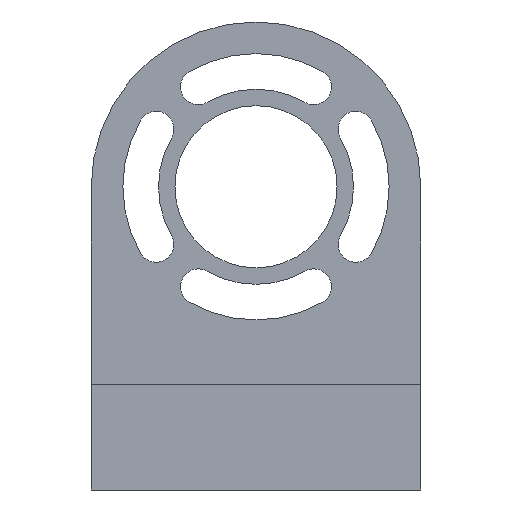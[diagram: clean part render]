
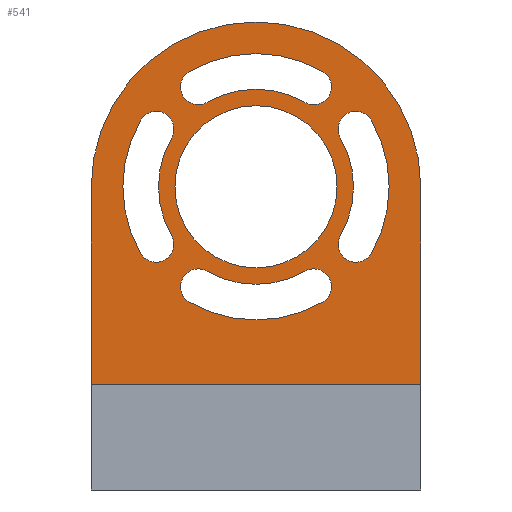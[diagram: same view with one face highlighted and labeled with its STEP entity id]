
A CAD part, left-side view. The second image highlights one B-rep face of the part: STEP entity #541.
In plain terms, the highlighted planar face has unit normal (-1, 0, 0).
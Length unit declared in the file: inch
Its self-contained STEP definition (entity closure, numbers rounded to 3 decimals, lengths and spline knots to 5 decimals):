
#21=LINE('',#821,#56);
#48=LINE('',#943,#83);
#51=LINE('',#949,#86);
#56=VECTOR('',#648,0.3937);
#83=VECTOR('',#783,0.3937);
#86=VECTOR('',#788,0.3937);
#117=FACE_BOUND('',#186,.T.);
#118=FACE_BOUND('',#187,.T.);
#119=FACE_BOUND('',#188,.T.);
#120=FACE_BOUND('',#189,.T.);
#121=FACE_BOUND('',#190,.T.);
#149=FACE_OUTER_BOUND('',#185,.T.);
#185=EDGE_LOOP('',(#485,#486,#487,#488));
#186=EDGE_LOOP('',(#489,#490,#491,#492));
#187=EDGE_LOOP('',(#493));
#188=EDGE_LOOP('',(#494,#495,#496,#497));
#189=EDGE_LOOP('',(#498,#499,#500,#501));
#190=EDGE_LOOP('',(#502,#503,#504,#505));
#195=CIRCLE('',#568,0.505);
#197=CIRCLE('',#571,0.0675);
#199=CIRCLE('',#574,0.37);
#201=CIRCLE('',#577,0.0675);
#203=CIRCLE('',#580,0.505);
#205=CIRCLE('',#583,0.0675);
#207=CIRCLE('',#586,0.37);
#209=CIRCLE('',#589,0.0675);
#211=CIRCLE('',#592,0.505);
#213=CIRCLE('',#595,0.0675);
#215=CIRCLE('',#598,0.37);
#217=CIRCLE('',#601,0.0675);
#220=CIRCLE('',#605,0.3075);
#221=CIRCLE('',#607,0.505);
#223=CIRCLE('',#610,0.0675);
#225=CIRCLE('',#613,0.37);
#227=CIRCLE('',#616,0.0675);
#229=CIRCLE('',#621,0.625);
#235=VERTEX_POINT('',#819);
#236=VERTEX_POINT('',#820);
#243=VERTEX_POINT('',#840);
#244=VERTEX_POINT('',#841);
#247=VERTEX_POINT('',#849);
#249=VERTEX_POINT('',#855);
#251=VERTEX_POINT('',#864);
#252=VERTEX_POINT('',#865);
#255=VERTEX_POINT('',#873);
#257=VERTEX_POINT('',#879);
#259=VERTEX_POINT('',#888);
#260=VERTEX_POINT('',#889);
#263=VERTEX_POINT('',#897);
#265=VERTEX_POINT('',#903);
#268=VERTEX_POINT('',#914);
#269=VERTEX_POINT('',#918);
#270=VERTEX_POINT('',#919);
#273=VERTEX_POINT('',#927);
#275=VERTEX_POINT('',#933);
#277=VERTEX_POINT('',#942);
#279=VERTEX_POINT('',#948);
#287=EDGE_CURVE('',#235,#236,#21,.T.);
#297=EDGE_CURVE('',#243,#244,#195,.T.);
#301=EDGE_CURVE('',#247,#243,#197,.T.);
#304=EDGE_CURVE('',#249,#247,#199,.T.);
#307=EDGE_CURVE('',#244,#249,#201,.T.);
#309=EDGE_CURVE('',#251,#252,#203,.T.);
#313=EDGE_CURVE('',#255,#251,#205,.T.);
#316=EDGE_CURVE('',#257,#255,#207,.T.);
#319=EDGE_CURVE('',#252,#257,#209,.T.);
#321=EDGE_CURVE('',#259,#260,#211,.T.);
#325=EDGE_CURVE('',#263,#259,#213,.T.);
#328=EDGE_CURVE('',#265,#263,#215,.T.);
#331=EDGE_CURVE('',#260,#265,#217,.T.);
#335=EDGE_CURVE('',#268,#268,#220,.T.);
#336=EDGE_CURVE('',#269,#270,#221,.T.);
#340=EDGE_CURVE('',#273,#269,#223,.T.);
#343=EDGE_CURVE('',#275,#273,#225,.T.);
#346=EDGE_CURVE('',#270,#275,#227,.T.);
#348=EDGE_CURVE('',#277,#235,#48,.T.);
#351=EDGE_CURVE('',#236,#279,#51,.T.);
#354=EDGE_CURVE('',#277,#279,#229,.T.);
#485=ORIENTED_EDGE('',*,*,#354,.F.);
#486=ORIENTED_EDGE('',*,*,#348,.T.);
#487=ORIENTED_EDGE('',*,*,#287,.T.);
#488=ORIENTED_EDGE('',*,*,#351,.T.);
#489=ORIENTED_EDGE('',*,*,#346,.F.);
#490=ORIENTED_EDGE('',*,*,#336,.F.);
#491=ORIENTED_EDGE('',*,*,#340,.F.);
#492=ORIENTED_EDGE('',*,*,#343,.F.);
#493=ORIENTED_EDGE('',*,*,#335,.F.);
#494=ORIENTED_EDGE('',*,*,#331,.F.);
#495=ORIENTED_EDGE('',*,*,#321,.F.);
#496=ORIENTED_EDGE('',*,*,#325,.F.);
#497=ORIENTED_EDGE('',*,*,#328,.F.);
#498=ORIENTED_EDGE('',*,*,#319,.F.);
#499=ORIENTED_EDGE('',*,*,#309,.F.);
#500=ORIENTED_EDGE('',*,*,#313,.F.);
#501=ORIENTED_EDGE('',*,*,#316,.F.);
#502=ORIENTED_EDGE('',*,*,#307,.F.);
#503=ORIENTED_EDGE('',*,*,#297,.F.);
#504=ORIENTED_EDGE('',*,*,#301,.F.);
#505=ORIENTED_EDGE('',*,*,#304,.F.);
#513=PLANE('',#624);
#541=ADVANCED_FACE('',(#149,#117,#118,#119,#120,#121),#513,.F.);
#568=AXIS2_PLACEMENT_3D('',#842,#664,#665);
#571=AXIS2_PLACEMENT_3D('',#850,#672,#673);
#574=AXIS2_PLACEMENT_3D('',#856,#679,#680);
#577=AXIS2_PLACEMENT_3D('',#861,#686,#687);
#580=AXIS2_PLACEMENT_3D('',#866,#692,#693);
#583=AXIS2_PLACEMENT_3D('',#874,#700,#701);
#586=AXIS2_PLACEMENT_3D('',#880,#707,#708);
#589=AXIS2_PLACEMENT_3D('',#885,#714,#715);
#592=AXIS2_PLACEMENT_3D('',#890,#720,#721);
#595=AXIS2_PLACEMENT_3D('',#898,#728,#729);
#598=AXIS2_PLACEMENT_3D('',#904,#735,#736);
#601=AXIS2_PLACEMENT_3D('',#909,#742,#743);
#605=AXIS2_PLACEMENT_3D('',#916,#751,#752);
#607=AXIS2_PLACEMENT_3D('',#920,#755,#756);
#610=AXIS2_PLACEMENT_3D('',#928,#763,#764);
#613=AXIS2_PLACEMENT_3D('',#934,#770,#771);
#616=AXIS2_PLACEMENT_3D('',#939,#777,#778);
#621=AXIS2_PLACEMENT_3D('',#954,#793,#794);
#624=AXIS2_PLACEMENT_3D('',#957,#799,#800);
#648=DIRECTION('',(0.,-1.,0.));
#664=DIRECTION('center_axis',(-1.,0.,0.));
#665=DIRECTION('ref_axis',(0.,-0.5,-0.866));
#672=DIRECTION('center_axis',(-1.,0.,0.));
#673=DIRECTION('ref_axis',(0.,0.5,-0.866));
#679=DIRECTION('center_axis',(1.,0.,0.));
#680=DIRECTION('ref_axis',(0.,-0.5,-0.866));
#686=DIRECTION('center_axis',(-1.,0.,0.));
#687=DIRECTION('ref_axis',(0.,0.5,0.866));
#692=DIRECTION('center_axis',(-1.,0.,0.));
#693=DIRECTION('ref_axis',(0.,0.866,-0.5));
#700=DIRECTION('center_axis',(-1.,0.,0.));
#701=DIRECTION('ref_axis',(0.,0.866,0.5));
#707=DIRECTION('center_axis',(1.,0.,0.));
#708=DIRECTION('ref_axis',(0.,0.866,-0.5));
#714=DIRECTION('center_axis',(-1.,0.,0.));
#715=DIRECTION('ref_axis',(0.,-0.866,0.5));
#720=DIRECTION('center_axis',(-1.,0.,0.));
#721=DIRECTION('ref_axis',(0.,-0.866,0.5));
#728=DIRECTION('center_axis',(-1.,0.,0.));
#729=DIRECTION('ref_axis',(0.,-0.866,-0.5));
#735=DIRECTION('center_axis',(1.,0.,0.));
#736=DIRECTION('ref_axis',(0.,-0.866,0.5));
#742=DIRECTION('center_axis',(-1.,0.,0.));
#743=DIRECTION('ref_axis',(0.,0.866,-0.5));
#751=DIRECTION('center_axis',(-1.,0.,0.));
#752=DIRECTION('ref_axis',(0.,1.,0.));
#755=DIRECTION('center_axis',(-1.,0.,0.));
#756=DIRECTION('ref_axis',(0.,0.5,0.866));
#763=DIRECTION('center_axis',(-1.,0.,0.));
#764=DIRECTION('ref_axis',(0.,-0.5,0.866));
#770=DIRECTION('center_axis',(1.,0.,0.));
#771=DIRECTION('ref_axis',(0.,0.5,0.866));
#777=DIRECTION('center_axis',(-1.,0.,0.));
#778=DIRECTION('ref_axis',(0.,-0.5,-0.866));
#783=DIRECTION('',(0.,0.,-1.));
#788=DIRECTION('',(0.,0.,1.));
#793=DIRECTION('center_axis',(1.,0.,0.));
#794=DIRECTION('ref_axis',(0.,1.,0.));
#799=DIRECTION('center_axis',(1.,0.,0.));
#800=DIRECTION('ref_axis',(0.,1.,0.));
#819=CARTESIAN_POINT('',(0.875,0.625,-0.75));
#820=CARTESIAN_POINT('',(0.875,-0.625,-0.75));
#821=CARTESIAN_POINT('',(0.875,0.625,-0.75));
#840=CARTESIAN_POINT('',(0.875,0.2525,-0.43734));
#841=CARTESIAN_POINT('',(0.875,-0.2525,-0.43734));
#842=CARTESIAN_POINT('Origin',(0.875,0.,0.));
#849=CARTESIAN_POINT('',(0.875,0.185,-0.32043));
#850=CARTESIAN_POINT('Origin',(0.875,0.21875,-0.37889));
#855=CARTESIAN_POINT('',(0.875,-0.185,-0.32043));
#856=CARTESIAN_POINT('Origin',(0.875,0.,0.));
#861=CARTESIAN_POINT('Origin',(0.875,-0.21875,-0.37889));
#864=CARTESIAN_POINT('',(0.875,0.43734,0.2525));
#865=CARTESIAN_POINT('',(0.875,0.43734,-0.2525));
#866=CARTESIAN_POINT('Origin',(0.875,0.,0.));
#873=CARTESIAN_POINT('',(0.875,0.32043,0.185));
#874=CARTESIAN_POINT('Origin',(0.875,0.37889,0.21875));
#879=CARTESIAN_POINT('',(0.875,0.32043,-0.185));
#880=CARTESIAN_POINT('Origin',(0.875,0.,0.));
#885=CARTESIAN_POINT('Origin',(0.875,0.37889,-0.21875));
#888=CARTESIAN_POINT('',(0.875,-0.43734,-0.2525));
#889=CARTESIAN_POINT('',(0.875,-0.43734,0.2525));
#890=CARTESIAN_POINT('Origin',(0.875,0.,0.));
#897=CARTESIAN_POINT('',(0.875,-0.32043,-0.185));
#898=CARTESIAN_POINT('Origin',(0.875,-0.37889,-0.21875));
#903=CARTESIAN_POINT('',(0.875,-0.32043,0.185));
#904=CARTESIAN_POINT('Origin',(0.875,0.,0.));
#909=CARTESIAN_POINT('Origin',(0.875,-0.37889,0.21875));
#914=CARTESIAN_POINT('',(0.875,-0.3075,0.));
#916=CARTESIAN_POINT('Origin',(0.875,0.,0.));
#918=CARTESIAN_POINT('',(0.875,-0.2525,0.43734));
#919=CARTESIAN_POINT('',(0.875,0.2525,0.43734));
#920=CARTESIAN_POINT('Origin',(0.875,0.,0.));
#927=CARTESIAN_POINT('',(0.875,-0.185,0.32043));
#928=CARTESIAN_POINT('Origin',(0.875,-0.21875,0.37889));
#933=CARTESIAN_POINT('',(0.875,0.185,0.32043));
#934=CARTESIAN_POINT('Origin',(0.875,0.,0.));
#939=CARTESIAN_POINT('Origin',(0.875,0.21875,0.37889));
#942=CARTESIAN_POINT('',(0.875,0.625,0.));
#943=CARTESIAN_POINT('',(0.875,0.625,0.));
#948=CARTESIAN_POINT('',(0.875,-0.625,0.));
#949=CARTESIAN_POINT('',(0.875,-0.625,-0.75));
#954=CARTESIAN_POINT('Origin',(0.875,0.,0.));
#957=CARTESIAN_POINT('Origin',(0.875,0.,-0.0625));
